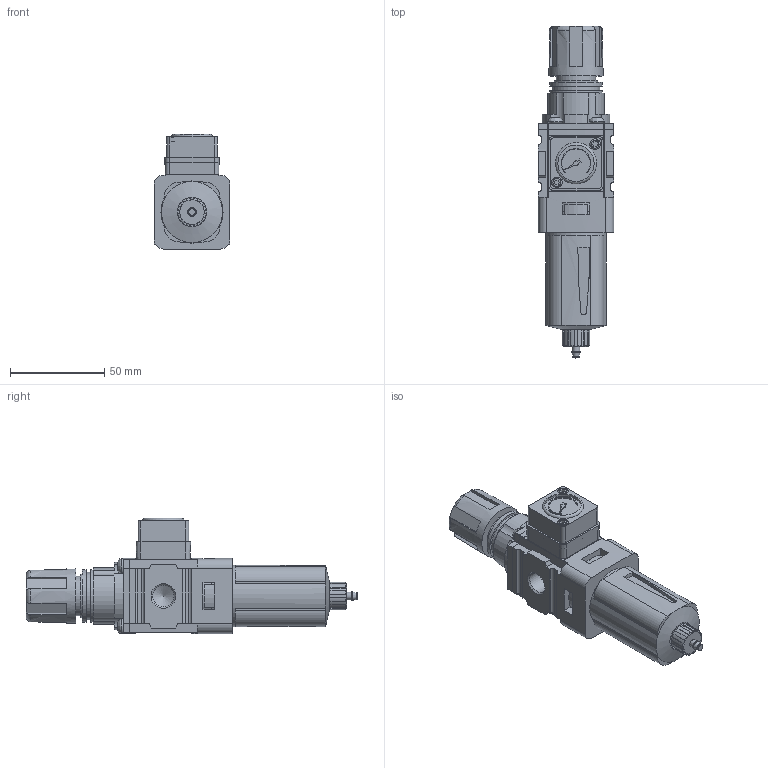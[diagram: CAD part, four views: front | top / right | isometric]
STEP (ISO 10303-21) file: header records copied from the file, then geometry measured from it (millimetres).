
FILE_DESCRIPTION( ( 'STEP AP214' ), ' ' );
FILE_NAME( 'P31EB12EGMBNTP.stp', '2017-09-21T08:38:45', ( '' ), ( '' ), ' ', 'PARTsolutions', ' ' );
FILE_SCHEMA( ( 'AUTOMOTIVE_DESIGN { 1 0 10303 214 1 1 1 1 }' ) );
Length unit declared in the file: inch
Products named in the file (6): P31EB12EGMBNTP; _P31EB12EGT_body; _P31EBGM_bowl; _P31EBGM_drain; _P31EBGB_regulator; _P31EB1GT_gauge
Assembly tree (5 placements, depth 2):
  P31EB12EGMBNTP
    _P31EB12EGT_body
    _P31EBGM_bowl
    _P31EBGM_drain
    _P31EBGB_regulator
    _P31EB1GT_gauge
Bounding box: 40 x 176.41 x 61.3 mm (x, y, z)
Volume: 141133.2 mm3; surface area: 48905.1 mm2
Topology: 5 solids, 5 shells, 471 faces, 1183 edges, 779 vertices
Faces by surface type: plane 293, cylinder 133, cone 30, torus 11, bspline 4
Full cylindrical faces by diameter (mm): 3 x2, 3.556 x1, 4 x4, 4.064 x1, 4.4 x4, 4.572 x1, 5.45 x2, 5.588 x2, 6.35 x1, 8.566 x1, 8.992 x1, 9.398 x1, 9.55 x1, 9.728 x3, 10.058 x1, 10.668 x1, 11.445 x2, 12.192 x1, 15 x1, 19 x1, 19.304 x1, 21 x1, 23 x1, 23.7 x1, 25.4 x1, 27.483 x1, 27.8 x2, 27.991 x1, 30.099 x2, 30.607 x2
Entity records: 17845 total; most frequent: CARTESIAN_POINT 2921, DIRECTION 2323, ORIENTED_EDGE 2152, EDGE_CURVE 1076, AXIS2_PLACEMENT_3D 858, VERTEX_POINT 764, EDGE_LOOP 623, LINE 607
